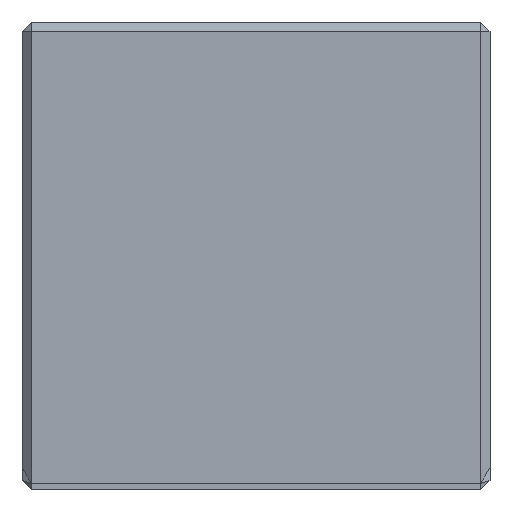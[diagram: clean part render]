
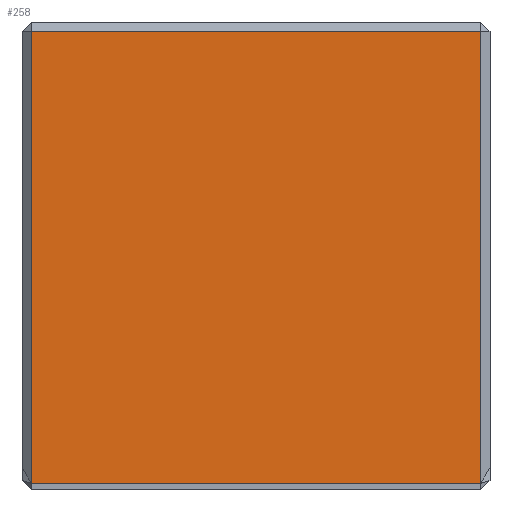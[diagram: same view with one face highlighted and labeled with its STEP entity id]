
A CAD part, left-side view. The second image highlights one B-rep face of the part: STEP entity #258.
In plain terms, the highlighted planar face has unit normal (-1, 0, 0).
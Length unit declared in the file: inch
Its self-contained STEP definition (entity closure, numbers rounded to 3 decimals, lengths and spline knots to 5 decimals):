
#258 = ADVANCED_FACE ( 'NONE', ( #5753 ), #3926, .F. ) ;
#327 = DIRECTION ( 'NONE',  ( 0., 0., -1. ) ) ;
#488 = VECTOR ( 'NONE', #4995, 39.37008 ) ;
#578 = LINE ( 'NONE', #3823, #6386 ) ;
#671 = ORIENTED_EDGE ( 'NONE', *, *, #3919, .T. ) ;
#674 = VECTOR ( 'NONE', #1905, 39.37008 ) ;
#888 = DIRECTION ( 'NONE',  ( 0., 0., -1. ) ) ;
#1183 = LINE ( 'NONE', #3013, #674 ) ;
#1402 = ORIENTED_EDGE ( 'NONE', *, *, #4898, .T. ) ;
#1404 = CARTESIAN_POINT ( 'NONE',  ( 0., 0.3937, 0. ) ) ;
#1718 = ORIENTED_EDGE ( 'NONE', *, *, #6604, .T. ) ;
#1877 = EDGE_CURVE ( 'NONE', #3873, #2027, #1183, .T. ) ;
#1905 = DIRECTION ( 'NONE',  ( 0., 1., 0. ) ) ;
#2027 = VERTEX_POINT ( 'NONE', #2550 ) ;
#2550 = CARTESIAN_POINT ( 'NONE',  ( 0., 0.38583, -0.00787 ) ) ;
#2809 = ORIENTED_EDGE ( 'NONE', *, *, #1877, .T. ) ;
#2934 = VECTOR ( 'NONE', #888, 39.37008 ) ;
#3013 = CARTESIAN_POINT ( 'NONE',  ( 0., 0.3937, -0.00787 ) ) ;
#3220 = AXIS2_PLACEMENT_3D ( 'NONE', #1404, #5078, #327 ) ;
#3514 = LINE ( 'NONE', #6064, #488 ) ;
#3823 = CARTESIAN_POINT ( 'NONE',  ( 0., 0.3937, -0.38813 ) ) ;
#3873 = VERTEX_POINT ( 'NONE', #4629 ) ;
#3919 = EDGE_CURVE ( 'NONE', #2027, #4434, #5792, .T. ) ;
#3926 = PLANE ( 'NONE',  #3220 ) ;
#4434 = VERTEX_POINT ( 'NONE', #5689 ) ;
#4629 = CARTESIAN_POINT ( 'NONE',  ( 0., 0.00787, -0.00787 ) ) ;
#4898 = EDGE_CURVE ( 'NONE', #6077, #3873, #3514, .T. ) ;
#4995 = DIRECTION ( 'NONE',  ( 0., 0., 1. ) ) ;
#5078 = DIRECTION ( 'NONE',  ( 1., 0., 0. ) ) ;
#5236 = CARTESIAN_POINT ( 'NONE',  ( 0., 0.00787, -0.38813 ) ) ;
#5689 = CARTESIAN_POINT ( 'NONE',  ( 0., 0.38583, -0.38813 ) ) ;
#5693 = CARTESIAN_POINT ( 'NONE',  ( 0., 0.38583, 0. ) ) ;
#5753 = FACE_OUTER_BOUND ( 'NONE', #6040, .T. ) ;
#5792 = LINE ( 'NONE', #5693, #2934 ) ;
#6040 = EDGE_LOOP ( 'NONE', ( #671, #1718, #1402, #2809 ) ) ;
#6064 = CARTESIAN_POINT ( 'NONE',  ( 0., 0.00787, 0. ) ) ;
#6077 = VERTEX_POINT ( 'NONE', #5236 ) ;
#6386 = VECTOR ( 'NONE', #6614, 39.37008 ) ;
#6604 = EDGE_CURVE ( 'NONE', #4434, #6077, #578, .T. ) ;
#6614 = DIRECTION ( 'NONE',  ( 0., -1., 0. ) ) ;
